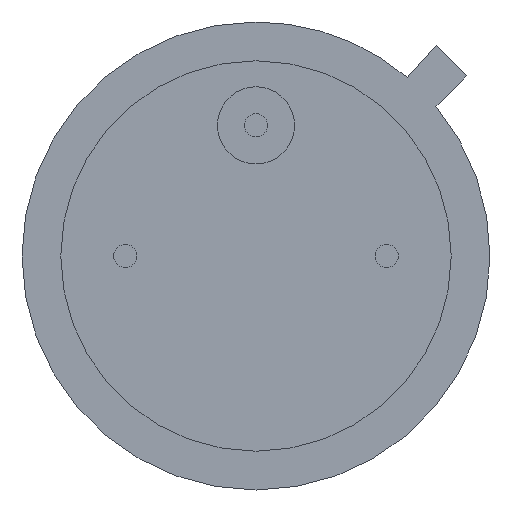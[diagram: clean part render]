
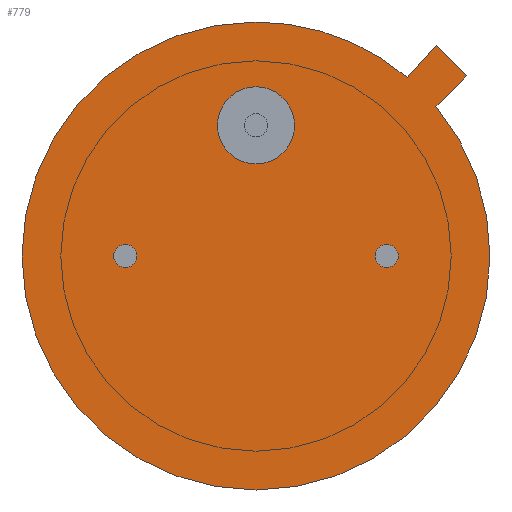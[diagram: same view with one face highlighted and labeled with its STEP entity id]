
A CAD part, front view. The second image highlights one B-rep face of the part: STEP entity #779.
In plain terms, the highlighted planar face has unit normal (0, -1, 0).
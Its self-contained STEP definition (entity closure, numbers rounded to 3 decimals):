
#1 = DIRECTION ( 'NONE',  ( 0., 0., 1. ) ) ;
#52 = DIRECTION ( 'NONE',  ( -0.704, 0., 0.71 ) ) ;
#61 = LINE ( 'NONE', #1327, #951 ) ;
#72 = AXIS2_PLACEMENT_3D ( 'NONE', #1556, #830, #113 ) ;
#73 = DIRECTION ( 'NONE',  ( -0.67, 0., -0.743 ) ) ;
#75 = VERTEX_POINT ( 'NONE', #1425 ) ;
#79 = ORIENTED_EDGE ( 'NONE', *, *, #1377, .T. ) ;
#82 = CARTESIAN_POINT ( 'NONE',  ( 3.503, 0., 4.099 ) ) ;
#113 = DIRECTION ( 'NONE',  ( 0., 0., -1. ) ) ;
#114 = ORIENTED_EDGE ( 'NONE', *, *, #741, .F. ) ;
#133 = VERTEX_POINT ( 'NONE', #1087 ) ;
#137 = CARTESIAN_POINT ( 'NONE',  ( 0., 0., 2.54 ) ) ;
#148 = VERTEX_POINT ( 'NONE', #1451 ) ;
#149 = DIRECTION ( 'NONE',  ( 0., -1., 0. ) ) ;
#178 = AXIS2_PLACEMENT_3D ( 'NONE', #1316, #494, #1397 ) ;
#192 = AXIS2_PLACEMENT_3D ( 'NONE', #993, #275, #1094 ) ;
#199 = CIRCLE ( 'NONE', #747, 0.75 ) ;
#228 = AXIS2_PLACEMENT_3D ( 'NONE', #1421, #725, #1 ) ;
#275 = DIRECTION ( 'NONE',  ( 0., -1., 0. ) ) ;
#299 = DIRECTION ( 'NONE',  ( 0., 1., 0. ) ) ;
#314 = EDGE_LOOP ( 'NONE', ( #1423, #956 ) ) ;
#315 = ORIENTED_EDGE ( 'NONE', *, *, #616, .F. ) ;
#317 = CARTESIAN_POINT ( 'NONE',  ( 3.503, 0., 4.099 ) ) ;
#320 = CARTESIAN_POINT ( 'NONE',  ( -2.54, 0., 0.225 ) ) ;
#331 = CARTESIAN_POINT ( 'NONE',  ( 2.54, 0., 0. ) ) ;
#370 = VERTEX_POINT ( 'NONE', #320 ) ;
#393 = VERTEX_POINT ( 'NONE', #1136 ) ;
#394 = CARTESIAN_POINT ( 'NONE',  ( 4.097, 0., 3.501 ) ) ;
#407 = VERTEX_POINT ( 'NONE', #794 ) ;
#439 = DIRECTION ( 'NONE',  ( 0., 0., 1. ) ) ;
#494 = DIRECTION ( 'NONE',  ( 0., -1., 0. ) ) ;
#501 = ORIENTED_EDGE ( 'NONE', *, *, #989, .F. ) ;
#523 = CIRCLE ( 'NONE', #1275, 0.225 ) ;
#527 = LINE ( 'NONE', #552, #1432 ) ;
#533 = VERTEX_POINT ( 'NONE', #947 ) ;
#552 = CARTESIAN_POINT ( 'NONE',  ( 4.097, 0., 3.501 ) ) ;
#560 = VERTEX_POINT ( 'NONE', #1060 ) ;
#583 = CARTESIAN_POINT ( 'NONE',  ( -2.54, 0., 0. ) ) ;
#586 = EDGE_CURVE ( 'NONE', #560, #533, #1166, .T. ) ;
#616 = EDGE_CURVE ( 'NONE', #706, #370, #820, .T. ) ;
#631 = EDGE_LOOP ( 'NONE', ( #114, #501 ) ) ;
#671 = EDGE_LOOP ( 'NONE', ( #1198, #315 ) ) ;
#699 = FACE_OUTER_BOUND ( 'NONE', #1396, .T. ) ;
#705 = DIRECTION ( 'NONE',  ( 0., 0., 1. ) ) ;
#706 = VERTEX_POINT ( 'NONE', #1090 ) ;
#720 = VERTEX_POINT ( 'NONE', #394 ) ;
#725 = DIRECTION ( 'NONE',  ( 0., -1., 0. ) ) ;
#726 = ORIENTED_EDGE ( 'NONE', *, *, #1326, .T. ) ;
#741 = EDGE_CURVE ( 'NONE', #393, #148, #1055, .T. ) ;
#747 = AXIS2_PLACEMENT_3D ( 'NONE', #137, #928, #1452 ) ;
#766 = AXIS2_PLACEMENT_3D ( 'NONE', #583, #1401, #705 ) ;
#779 = ADVANCED_FACE ( 'NONE', ( #1010, #1284, #699, #1314 ), #1112, .F. ) ;
#782 = CARTESIAN_POINT ( 'NONE',  ( 0., 0., 3.29 ) ) ;
#794 = CARTESIAN_POINT ( 'NONE',  ( 0., 0., 1.79 ) ) ;
#803 = CARTESIAN_POINT ( 'NONE',  ( 0., 0., 2.54 ) ) ;
#820 = CIRCLE ( 'NONE', #228, 0.225 ) ;
#830 = DIRECTION ( 'NONE',  ( 0., -1., 0. ) ) ;
#860 = DIRECTION ( 'NONE',  ( 0.71, 0., 0.704 ) ) ;
#872 = ORIENTED_EDGE ( 'NONE', *, *, #1492, .T. ) ;
#882 = DIRECTION ( 'NONE',  ( 0., -1., 0. ) ) ;
#888 = CIRCLE ( 'NONE', #1356, 0.75 ) ;
#901 = CARTESIAN_POINT ( 'NONE',  ( 0., 0., 0. ) ) ;
#928 = DIRECTION ( 'NONE',  ( 0., -1., 0. ) ) ;
#929 = CIRCLE ( 'NONE', #766, 0.225 ) ;
#935 = VERTEX_POINT ( 'NONE', #782 ) ;
#938 = EDGE_CURVE ( 'NONE', #1468, #560, #1513, .T. ) ;
#947 = CARTESIAN_POINT ( 'NONE',  ( 0., 0., 4.55 ) ) ;
#951 = VECTOR ( 'NONE', #860, 1000. ) ;
#956 = ORIENTED_EDGE ( 'NONE', *, *, #1553, .F. ) ;
#963 = CIRCLE ( 'NONE', #178, 4.55 ) ;
#989 = EDGE_CURVE ( 'NONE', #148, #393, #523, .T. ) ;
#993 = CARTESIAN_POINT ( 'NONE',  ( 2.54, 0., 0. ) ) ;
#1007 = CARTESIAN_POINT ( 'NONE',  ( 4.55, 0., 0. ) ) ;
#1010 = FACE_BOUND ( 'NONE', #631, .T. ) ;
#1055 = CIRCLE ( 'NONE', #192, 0.225 ) ;
#1060 = CARTESIAN_POINT ( 'NONE',  ( 2.939, 0., 3.474 ) ) ;
#1076 = EDGE_CURVE ( 'NONE', #370, #706, #929, .T. ) ;
#1084 = ORIENTED_EDGE ( 'NONE', *, *, #586, .T. ) ;
#1087 = CARTESIAN_POINT ( 'NONE',  ( 3.499, 0., 2.908 ) ) ;
#1090 = CARTESIAN_POINT ( 'NONE',  ( -2.54, 0., -0.225 ) ) ;
#1094 = DIRECTION ( 'NONE',  ( 0., 0., 1. ) ) ;
#1107 = DIRECTION ( 'NONE',  ( 0., 0., 1. ) ) ;
#1112 = PLANE ( 'NONE',  #1554 ) ;
#1117 = DIRECTION ( 'NONE',  ( 0., 0., 1. ) ) ;
#1136 = CARTESIAN_POINT ( 'NONE',  ( 2.54, 0., 0.225 ) ) ;
#1150 = DIRECTION ( 'NONE',  ( 0., -1., 0. ) ) ;
#1166 = CIRCLE ( 'NONE', #72, 4.55 ) ;
#1194 = CIRCLE ( 'NONE', #1440, 4.55 ) ;
#1198 = ORIENTED_EDGE ( 'NONE', *, *, #1076, .F. ) ;
#1226 = DIRECTION ( 'NONE',  ( 0., 0., -1. ) ) ;
#1275 = AXIS2_PLACEMENT_3D ( 'NONE', #331, #1150, #439 ) ;
#1284 = FACE_BOUND ( 'NONE', #671, .T. ) ;
#1314 = FACE_BOUND ( 'NONE', #314, .T. ) ;
#1316 = CARTESIAN_POINT ( 'NONE',  ( 0., 0., 0. ) ) ;
#1323 = ORIENTED_EDGE ( 'NONE', *, *, #938, .T. ) ;
#1326 = EDGE_CURVE ( 'NONE', #133, #720, #61, .T. ) ;
#1327 = CARTESIAN_POINT ( 'NONE',  ( 3.499, 0., 2.908 ) ) ;
#1356 = AXIS2_PLACEMENT_3D ( 'NONE', #803, #882, #1107 ) ;
#1377 = EDGE_CURVE ( 'NONE', #75, #133, #1194, .T. ) ;
#1396 = EDGE_LOOP ( 'NONE', ( #1084, #872, #79, #726, #1480, #1323 ) ) ;
#1397 = DIRECTION ( 'NONE',  ( 0., 0., -1. ) ) ;
#1401 = DIRECTION ( 'NONE',  ( 0., -1., 0. ) ) ;
#1403 = EDGE_CURVE ( 'NONE', #720, #1468, #527, .T. ) ;
#1421 = CARTESIAN_POINT ( 'NONE',  ( -2.54, 0., 0. ) ) ;
#1423 = ORIENTED_EDGE ( 'NONE', *, *, #1429, .F. ) ;
#1425 = CARTESIAN_POINT ( 'NONE',  ( 0., 0., -4.55 ) ) ;
#1429 = EDGE_CURVE ( 'NONE', #935, #407, #888, .T. ) ;
#1432 = VECTOR ( 'NONE', #52, 1000. ) ;
#1440 = AXIS2_PLACEMENT_3D ( 'NONE', #901, #149, #1226 ) ;
#1451 = CARTESIAN_POINT ( 'NONE',  ( 2.54, 0., -0.225 ) ) ;
#1452 = DIRECTION ( 'NONE',  ( 0., 0., 1. ) ) ;
#1468 = VERTEX_POINT ( 'NONE', #82 ) ;
#1470 = VECTOR ( 'NONE', #73, 1000. ) ;
#1480 = ORIENTED_EDGE ( 'NONE', *, *, #1403, .T. ) ;
#1492 = EDGE_CURVE ( 'NONE', #533, #75, #963, .T. ) ;
#1513 = LINE ( 'NONE', #317, #1470 ) ;
#1553 = EDGE_CURVE ( 'NONE', #407, #935, #199, .T. ) ;
#1554 = AXIS2_PLACEMENT_3D ( 'NONE', #1007, #299, #1117 ) ;
#1556 = CARTESIAN_POINT ( 'NONE',  ( 0., 0., 0. ) ) ;
